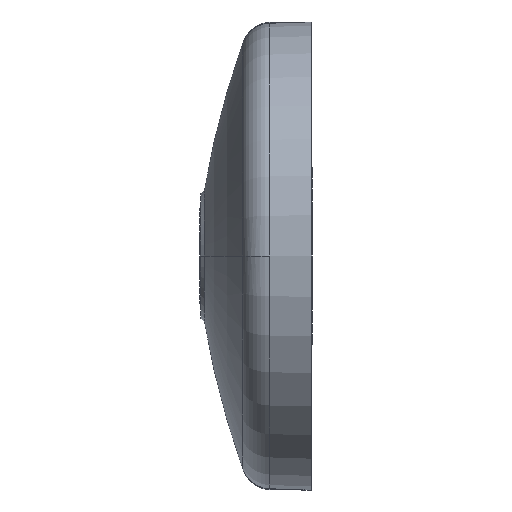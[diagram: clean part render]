
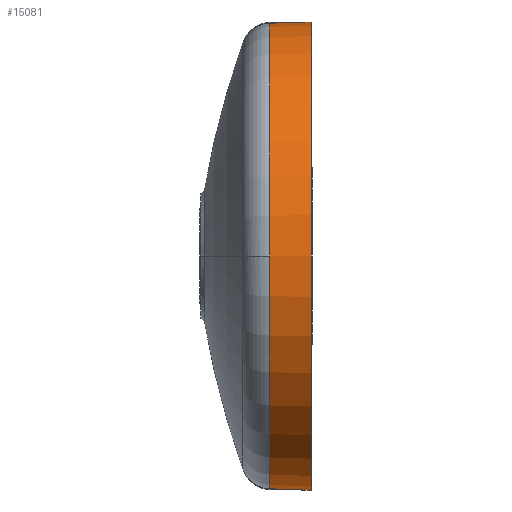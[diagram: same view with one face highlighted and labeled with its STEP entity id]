
A CAD part, left-side view. The second image highlights one B-rep face of the part: STEP entity #15081.
In plain terms, the highlighted conical face has half-angle 2 degrees and reference radius 39.256 mm.
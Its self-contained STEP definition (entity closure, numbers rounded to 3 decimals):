
#18 = VECTOR ( 'NONE', #3194, 1000. ) ;
#152 = VERTEX_POINT ( 'NONE', #21974 ) ;
#856 = VERTEX_POINT ( 'NONE', #10073 ) ;
#904 = ORIENTED_EDGE ( 'NONE', *, *, #14159, .F. ) ;
#1089 = DIRECTION ( 'NONE',  ( 0., -1., 0. ) ) ;
#1549 = CARTESIAN_POINT ( 'NONE',  ( 39.5, 7., 39.256 ) ) ;
#1941 = VECTOR ( 'NONE', #10511, 1000. ) ;
#2987 = DIRECTION ( 'NONE',  ( 1., 0., 0. ) ) ;
#3147 = CIRCLE ( 'NONE', #16671, 39.256 ) ;
#3194 = DIRECTION ( 'NONE',  ( 0., -0.999, 0.035 ) ) ;
#4554 = VERTEX_POINT ( 'NONE', #1549 ) ;
#5727 = ORIENTED_EDGE ( 'NONE', *, *, #13996, .F. ) ;
#6278 = AXIS2_PLACEMENT_3D ( 'NONE', #8853, #1089, #2987 ) ;
#7946 = VERTEX_POINT ( 'NONE', #22510 ) ;
#8648 = DIRECTION ( 'NONE',  ( 0., 1., 0. ) ) ;
#8853 = CARTESIAN_POINT ( 'NONE',  ( 39.5, 7., 0. ) ) ;
#10053 = CIRCLE ( 'NONE', #20678, 39.256 ) ;
#10073 = CARTESIAN_POINT ( 'NONE',  ( 39.5, 0., 39.5 ) ) ;
#10354 = CARTESIAN_POINT ( 'NONE',  ( 39.5, 0., 0. ) ) ;
#10431 = DIRECTION ( 'NONE',  ( 0., 1., 0. ) ) ;
#10511 = DIRECTION ( 'NONE',  ( 0., 0.999, 0.035 ) ) ;
#12229 = DIRECTION ( 'NONE',  ( -1., 0., 0. ) ) ;
#12763 = LINE ( 'NONE', #21354, #1941 ) ;
#12821 = EDGE_LOOP ( 'NONE', ( #14429, #21431, #904, #16890, #5727 ) ) ;
#13996 = EDGE_CURVE ( 'NONE', #19670, #7946, #3147, .T. ) ;
#14026 = EDGE_CURVE ( 'NONE', #152, #19670, #12763, .T. ) ;
#14034 = AXIS2_PLACEMENT_3D ( 'NONE', #10354, #22947, #12229 ) ;
#14159 = EDGE_CURVE ( 'NONE', #4554, #856, #15413, .T. ) ;
#14429 = ORIENTED_EDGE ( 'NONE', *, *, #14026, .F. ) ;
#14653 = CARTESIAN_POINT ( 'NONE',  ( 39.5, 1131.132, 0. ) ) ;
#15081 = ADVANCED_FACE ( 'NONE', ( #17919 ), #21985, .T. ) ;
#15413 = LINE ( 'NONE', #14653, #18 ) ;
#15966 = CIRCLE ( 'NONE', #14034, 39.5 ) ;
#16671 = AXIS2_PLACEMENT_3D ( 'NONE', #21285, #10431, #23010 ) ;
#16890 = ORIENTED_EDGE ( 'NONE', *, *, #17648, .F. ) ;
#17648 = EDGE_CURVE ( 'NONE', #7946, #4554, #10053, .T. ) ;
#17919 = FACE_OUTER_BOUND ( 'NONE', #12821, .T. ) ;
#18554 = CARTESIAN_POINT ( 'NONE',  ( 39.5, 7., -39.256 ) ) ;
#19670 = VERTEX_POINT ( 'NONE', #18554 ) ;
#19702 = CARTESIAN_POINT ( 'NONE',  ( 39.5, 7., 0. ) ) ;
#20678 = AXIS2_PLACEMENT_3D ( 'NONE', #19702, #8648, #21405 ) ;
#21285 = CARTESIAN_POINT ( 'NONE',  ( 39.5, 7., 0. ) ) ;
#21354 = CARTESIAN_POINT ( 'NONE',  ( 39.5, 1131.132, 0. ) ) ;
#21405 = DIRECTION ( 'NONE',  ( -1., 0., 0. ) ) ;
#21431 = ORIENTED_EDGE ( 'NONE', *, *, #23310, .T. ) ;
#21974 = CARTESIAN_POINT ( 'NONE',  ( 39.5, 0., -39.5 ) ) ;
#21985 = CONICAL_SURFACE ( 'NONE', #6278, 39.256, 0.035 ) ;
#22510 = CARTESIAN_POINT ( 'NONE',  ( 0.244, 7., 0. ) ) ;
#22947 = DIRECTION ( 'NONE',  ( 0., 1., 0. ) ) ;
#23010 = DIRECTION ( 'NONE',  ( -1., 0., 0. ) ) ;
#23310 = EDGE_CURVE ( 'NONE', #152, #856, #15966, .T. ) ;
